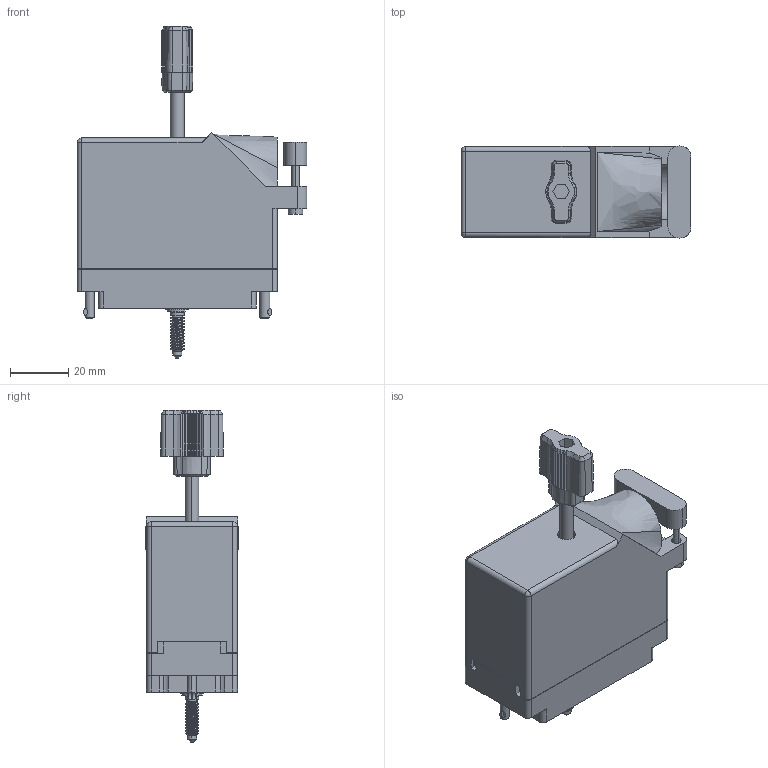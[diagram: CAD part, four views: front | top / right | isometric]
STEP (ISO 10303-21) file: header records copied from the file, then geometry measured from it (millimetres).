
FILE_DESCRIPTION (( 'STEP AP203' ), '1' );
FILE_NAME ('516-090-000-521.STEP', '2020-03-10T16:37:08', ( '' ), ( '' ), 'SwSTEP 2.0', 'SolidWorks 2016', '' );
FILE_SCHEMA (( 'CONFIG_CONTROL_DESIGN' ));
Length unit declared in the file: inch
Products named in the file (13): 516-222-090-102_091; 516-253-095-100; 516-254-091-109; 516-251-095-100; 516-253-190-107; 516-252-091-102; Grub Screw; 516 Plug Insulator_090; 516-250-091-111; 516-222-090-102_090; 516-230-001_Plastic - 090 Side Entry; Actuating Screw Assy 090-120; 516-090-000-521
Assembly tree (14 placements, depth 3):
  516-090-000-521
    516 Plug Insulator_090
    516-230-001_Plastic - 090 Side Entry
    516-252-091-102  x2
    516-222-090-102_090
    Actuating Screw Assy 090-120
      516-251-095-100
      516-254-091-109
      516-253-095-100  x2
      516-253-190-107
      516-250-091-111
      Grub Screw
    516-222-090-102_091
Bounding box: 79.2 x 31.75 x 114.34 mm (x, y, z)
Volume: 39706.3 mm3; surface area: 49786.1 mm2
Topology: 13 solids, 13 shells, 2394 faces, 6881 edges, 4540 vertices
Faces by surface type: plane 1576, cylinder 666, cone 96, bspline 50, torus 4, sphere 2
Entity records: 91287 total; most frequent: CARTESIAN_POINT 26886, ORIENTED_EDGE 13578, DIRECTION 12776, EDGE_CURVE 6789, VECTOR 4750, LINE 4750, VERTEX_POINT 4480, AXIS2_PLACEMENT_3D 4013
